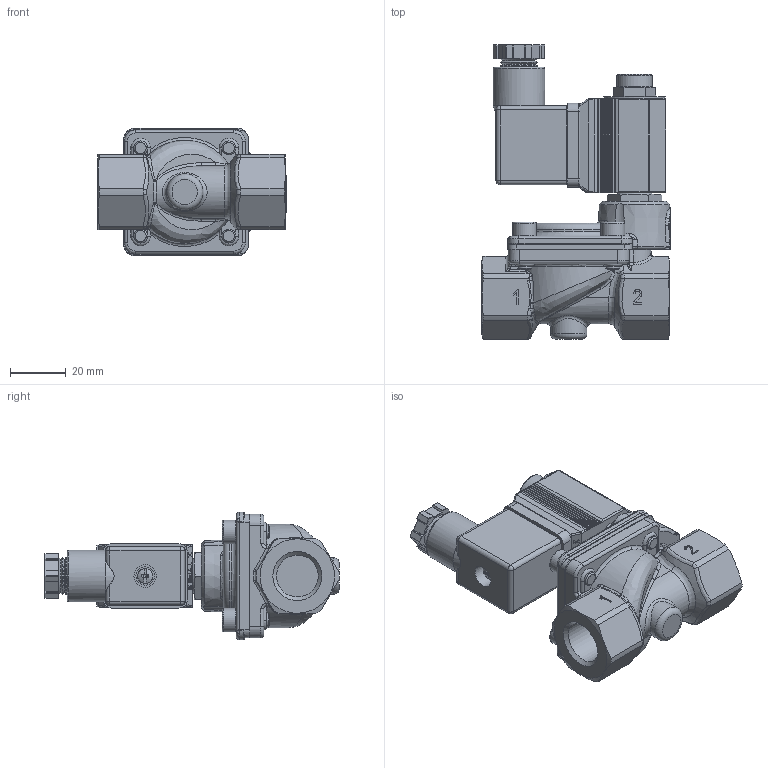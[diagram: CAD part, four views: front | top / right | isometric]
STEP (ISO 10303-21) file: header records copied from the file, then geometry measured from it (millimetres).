
FILE_DESCRIPTION(/* description */ (''),/* implementation_level */ '2;1');
FILE_NAME(/* name */ 'mo_238_24v=.stp',/* time_stamp */ '2016-06-20T14:53:52+02:00',/* author */ ('leitheußer'),/* organization */ (''),/* preprocessor_version */ 'ST-DEVELOPER v15.6',/* originating_system */ 'Autodesk Inventor LT ',/* authorisation */ '');
FILE_SCHEMA (('AUTOMOTIVE_DESIGN { 1 0 10303 214 3 1 1 }'));
Products named in the file (1): RB204D_Z__2___P0B1_V01
Bounding box: 67.2 x 105.25 x 45.6 mm (x, y, z)
Volume: 111315.9 mm3; surface area: 32184.5 mm2
Topology: 6 solids, 10 shells, 1210 faces, 2879 edges, 1719 vertices
Faces by surface type: plane 433, cylinder 353, bspline 154, torus 137, sphere 77, cone 56
Full cylindrical faces by diameter (mm): 1.5 x2, 1.6 x1, 2.5 x1, 3 x1, 3.5 x1, 4 x1, 4.3 x1, 4.7 x1, 5 x9, 5.3 x4, 5.4 x1, 6.5 x2, 6.6 x1, 8 x1, 8.5 x4, 8.7 x1, 9 x1, 9.728 x1, 10 x2, 10.1 x2, 10.2 x2, 10.3 x1, 10.5 x1, 12.1 x1, 12.8 x3, 13 x2, 14.95 x2, 18.5 x1, 22 x1
Entity records: 47330 total; most frequent: CARTESIAN_POINT 21040, ORIENTED_EDGE 5432, DIRECTION 5329, EDGE_CURVE 2716, AXIS2_PLACEMENT_3D 2059, VERTEX_POINT 1686, EDGE_LOOP 1392, LINE 1211
